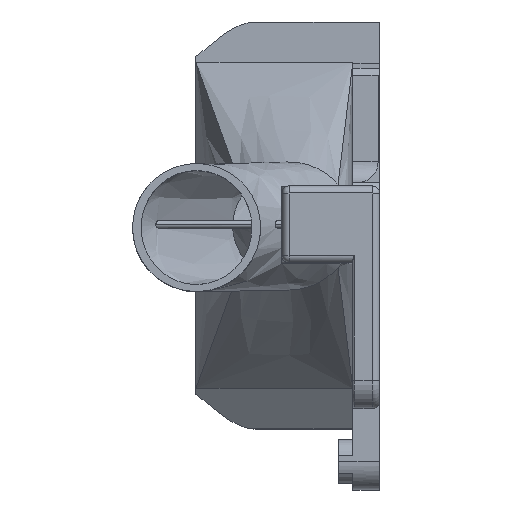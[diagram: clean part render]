
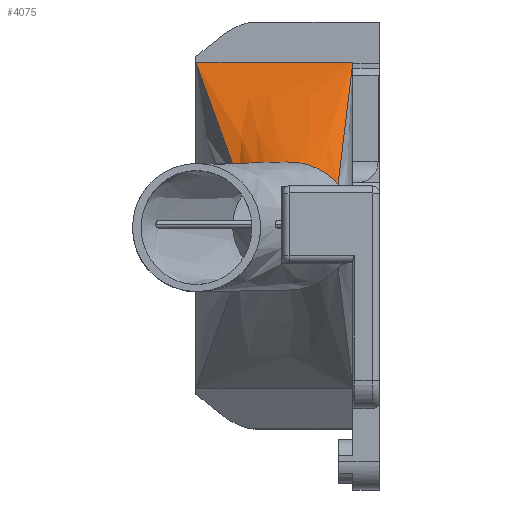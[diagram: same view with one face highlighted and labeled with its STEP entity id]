
A CAD part, top view. The second image highlights one B-rep face of the part: STEP entity #4075.
In plain terms, the highlighted free-form (B-spline) face has degree [3, 3] with [7, 4] control points.
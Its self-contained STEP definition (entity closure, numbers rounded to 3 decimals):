
#142=CIRCLE('',#4098,9.);
#143=CIRCLE('',#4099,9.);
#669=FACE_OUTER_BOUND('',#921,.T.);
#921=EDGE_LOOP('',(#3815,#3816,#3817,#3818,#3819));
#1015=LINE('',#5688,#1325);
#1122=LINE('',#6436,#1432);
#1318=LINE('',#8680,#1628);
#1325=VECTOR('',#4494,31.883);
#1432=VECTOR('',#4771,10.);
#1628=VECTOR('',#5573,31.338);
#1640=VERTEX_POINT('',#5679);
#1641=VERTEX_POINT('',#5687);
#1648=VERTEX_POINT('',#5731);
#1649=VERTEX_POINT('',#5733);
#1717=VERTEX_POINT('',#6038);
#2028=EDGE_CURVE('',#1640,#1641,#1015,.T.);
#2036=EDGE_CURVE('',#1648,#1649,#142,.T.);
#2037=EDGE_CURVE('',#1640,#1649,#143,.F.);
#2232=EDGE_CURVE('',#1717,#1641,#1122,.T.);
#2595=EDGE_CURVE('',#1648,#1717,#1318,.T.);
#3815=ORIENTED_EDGE('',*,*,#2036,.F.);
#3816=ORIENTED_EDGE('',*,*,#2595,.T.);
#3817=ORIENTED_EDGE('',*,*,#2232,.T.);
#3818=ORIENTED_EDGE('',*,*,#2028,.F.);
#3819=ORIENTED_EDGE('',*,*,#2037,.T.);
#3856=B_SPLINE_SURFACE_WITH_KNOTS('',3,3,((#9272,#9273,#9274,#9275),(#9276,
#9277,#9278,#9279),(#9280,#9281,#9282,#9283),(#9284,#9285,#9286,#9287),
(#9288,#9289,#9290,#9291),(#9292,#9293,#9294,#9295),(#9296,#9297,#9298,
#9299)),.UNSPECIFIED.,.F.,.F.,.F.,(4,1,1,1,4),(4,4),(0.,0.286,
0.571,0.714,1.),(0.,1.),.UNSPECIFIED.);
#4075=ADVANCED_FACE('',(#669),#3856,.F.);
#4098=AXIS2_PLACEMENT_3D('',#5734,#4505,#4506);
#4099=AXIS2_PLACEMENT_3D('',#5735,#4507,#4508);
#4494=DIRECTION('',(-0.195,0.54,-0.819));
#4505=DIRECTION('center_axis',(0.,0.,
1.));
#4506=DIRECTION('ref_axis',(0.,-1.,0.));
#4507=DIRECTION('center_axis',(0.,0.,
1.));
#4508=DIRECTION('ref_axis',(0.,-1.,0.));
#4771=DIRECTION('',(-1.,0.,0.));
#5573=DIRECTION('',(0.066,0.549,-0.833));
#5679=CARTESIAN_POINT('',(-27.436,266.101,56.012));
#5687=CARTESIAN_POINT('',(-33.663,283.317,29.909));
#5688=CARTESIAN_POINT('',(-27.436,266.101,56.012));
#5731=CARTESIAN_POINT('',(-13.691,266.101,56.012));
#5733=CARTESIAN_POINT('',(-14.225,266.68,56.012));
#5734=CARTESIAN_POINT('Origin',(-20.563,260.29,56.012));
#5735=CARTESIAN_POINT('Origin',(-20.563,260.29,56.012));
#6038=CARTESIAN_POINT('',(-11.613,283.317,29.909));
#6436=CARTESIAN_POINT('',(-11.613,283.317,29.909));
#8680=CARTESIAN_POINT('',(-13.691,266.101,56.012));
#9272=CARTESIAN_POINT('Ctrl Pts',(-13.691,266.101,56.012));
#9273=CARTESIAN_POINT('Ctrl Pts',(-12.998,271.84,47.311));
#9274=CARTESIAN_POINT('Ctrl Pts',(-12.306,277.578,38.61));
#9275=CARTESIAN_POINT('Ctrl Pts',(-11.613,283.317,29.909));
#9276=CARTESIAN_POINT('Ctrl Pts',(-14.652,267.239,56.012));
#9277=CARTESIAN_POINT('Ctrl Pts',(-14.34,272.598,47.311));
#9278=CARTESIAN_POINT('Ctrl Pts',(-14.026,277.958,38.61));
#9279=CARTESIAN_POINT('Ctrl Pts',(-13.713,283.317,29.909));
#9280=CARTESIAN_POINT('Ctrl Pts',(-17.152,269.025,56.012));
#9281=CARTESIAN_POINT('Ctrl Pts',(-17.406,273.789,47.311));
#9282=CARTESIAN_POINT('Ctrl Pts',(-17.66,278.553,38.61));
#9283=CARTESIAN_POINT('Ctrl Pts',(-17.913,283.317,29.909));
#9284=CARTESIAN_POINT('Ctrl Pts',(-20.961,269.498,56.012));
#9285=CARTESIAN_POINT('Ctrl Pts',(-21.695,274.104,47.311));
#9286=CARTESIAN_POINT('Ctrl Pts',(-22.429,278.712,38.61));
#9287=CARTESIAN_POINT('Ctrl Pts',(-23.163,283.317,29.909));
#9288=CARTESIAN_POINT('Ctrl Pts',(-24.6,268.574,56.012));
#9289=CARTESIAN_POINT('Ctrl Pts',(-25.871,273.489,47.311));
#9290=CARTESIAN_POINT('Ctrl Pts',(-27.142,278.403,38.61));
#9291=CARTESIAN_POINT('Ctrl Pts',(-28.413,283.317,29.909));
#9292=CARTESIAN_POINT('Ctrl Pts',(-26.474,267.239,56.012));
#9293=CARTESIAN_POINT('Ctrl Pts',(-28.17,272.596,47.311));
#9294=CARTESIAN_POINT('Ctrl Pts',(-29.868,277.959,38.61));
#9295=CARTESIAN_POINT('Ctrl Pts',(-31.563,283.317,29.909));
#9296=CARTESIAN_POINT('Ctrl Pts',(-27.436,266.101,56.012));
#9297=CARTESIAN_POINT('Ctrl Pts',(-29.512,271.84,47.311));
#9298=CARTESIAN_POINT('Ctrl Pts',(-31.588,277.578,38.61));
#9299=CARTESIAN_POINT('Ctrl Pts',(-33.663,283.317,29.909));
